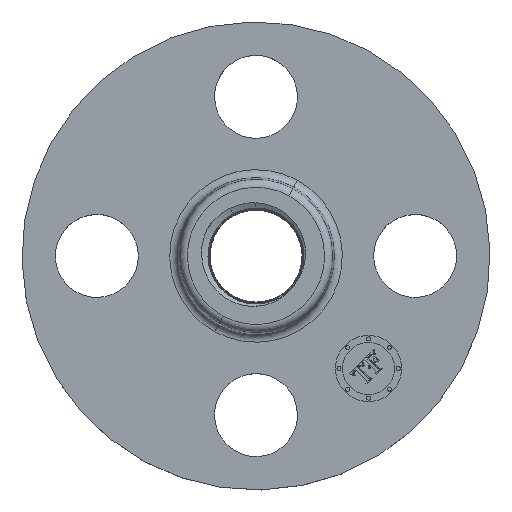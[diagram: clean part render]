
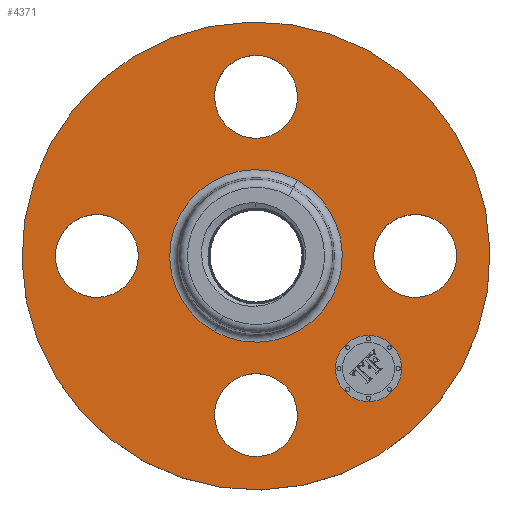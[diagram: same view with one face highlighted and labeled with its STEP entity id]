
A CAD part, top view. The second image highlights one B-rep face of the part: STEP entity #4371.
In plain terms, the highlighted planar face has unit normal (0, 0, 1).
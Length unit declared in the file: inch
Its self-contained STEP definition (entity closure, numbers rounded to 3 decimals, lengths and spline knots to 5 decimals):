
#388=AXIS2_PLACEMENT_3D('Circle Axis2P3D',#386,#387,$) ;
#400=AXIS2_PLACEMENT_3D('Circle Axis2P3D',#398,#399,$) ;
#431=AXIS2_PLACEMENT_3D('Circle Axis2P3D',#429,#430,$) ;
#443=AXIS2_PLACEMENT_3D('Circle Axis2P3D',#441,#442,$) ;
#474=AXIS2_PLACEMENT_3D('Circle Axis2P3D',#472,#473,$) ;
#486=AXIS2_PLACEMENT_3D('Circle Axis2P3D',#484,#485,$) ;
#589=AXIS2_PLACEMENT_3D('Circle Axis2P3D',#587,#588,$) ;
#615=AXIS2_PLACEMENT_3D('Circle Axis2P3D',#613,#614,$) ;
#639=AXIS2_PLACEMENT_3D('Circle Axis2P3D',#637,#638,$) ;
#658=AXIS2_PLACEMENT_3D('Circle Axis2P3D',#656,#657,$) ;
#689=AXIS2_PLACEMENT_3D('Circle Axis2P3D',#687,#688,$) ;
#701=AXIS2_PLACEMENT_3D('Circle Axis2P3D',#699,#700,$) ;
#4327=AXIS2_PLACEMENT_3D('Plane Axis2P3D',#4324,#4325,#4326) ;
#4355=AXIS2_PLACEMENT_3D('Circle Axis2P3D',#4353,#4354,$) ;
#4364=AXIS2_PLACEMENT_3D('Circle Axis2P3D',#4362,#4363,$) ;
#376=CARTESIAN_POINT('Vertex',(-0.14862,-1.46205,0.38)) ;
#383=CARTESIAN_POINT('Vertex',(0.14862,-0.91795,0.38)) ;
#386=CARTESIAN_POINT('Axis2P3D Location',(0.,-1.19,0.38)) ;
#398=CARTESIAN_POINT('Axis2P3D Location',(0.,-1.19,0.38)) ;
#419=CARTESIAN_POINT('Vertex',(-1.46205,0.14862,0.38)) ;
#426=CARTESIAN_POINT('Vertex',(-0.91795,-0.14862,0.38)) ;
#429=CARTESIAN_POINT('Axis2P3D Location',(-1.19,0.,0.38)) ;
#441=CARTESIAN_POINT('Axis2P3D Location',(-1.19,0.,0.38)) ;
#462=CARTESIAN_POINT('Vertex',(0.14862,1.46205,0.38)) ;
#469=CARTESIAN_POINT('Vertex',(-0.14862,0.91795,0.38)) ;
#472=CARTESIAN_POINT('Axis2P3D Location',(0.,1.19,0.38)) ;
#484=CARTESIAN_POINT('Axis2P3D Location',(0.,1.19,0.38)) ;
#587=CARTESIAN_POINT('Axis2P3D Location',(0.,0.,0.38)) ;
#591=CARTESIAN_POINT('Vertex',(-0.3094,-0.56634,0.38)) ;
#593=CARTESIAN_POINT('Vertex',(0.3094,0.56634,0.38)) ;
#613=CARTESIAN_POINT('Axis2P3D Location',(0.,0.,0.38)) ;
#634=CARTESIAN_POINT('Vertex',(-0.83899,-1.53577,0.38)) ;
#637=CARTESIAN_POINT('Axis2P3D Location',(0.,0.,0.38)) ;
#641=CARTESIAN_POINT('Vertex',(0.83899,1.53577,0.38)) ;
#656=CARTESIAN_POINT('Axis2P3D Location',(0.,0.,0.38)) ;
#677=CARTESIAN_POINT('Vertex',(1.46205,-0.14862,0.38)) ;
#684=CARTESIAN_POINT('Vertex',(0.91795,0.14862,0.38)) ;
#687=CARTESIAN_POINT('Axis2P3D Location',(1.19,0.,0.38)) ;
#699=CARTESIAN_POINT('Axis2P3D Location',(1.19,0.,0.38)) ;
#4324=CARTESIAN_POINT('Axis2P3D Location',(0.,1.75,0.38)) ;
#4353=CARTESIAN_POINT('Axis2P3D Location',(0.84146,-0.84146,0.38)) ;
#4357=CARTESIAN_POINT('Vertex',(1.01647,-0.66645,0.38)) ;
#4359=CARTESIAN_POINT('Vertex',(0.66645,-1.01647,0.38)) ;
#4362=CARTESIAN_POINT('Axis2P3D Location',(0.84146,-0.84146,0.38)) ;
#387=DIRECTION('Axis2P3D Direction',(0.,-0.,-0.039)) ;
#399=DIRECTION('Axis2P3D Direction',(0.,-0.,-0.039)) ;
#430=DIRECTION('Axis2P3D Direction',(-0.,0.,-0.039)) ;
#442=DIRECTION('Axis2P3D Direction',(-0.,0.,-0.039)) ;
#473=DIRECTION('Axis2P3D Direction',(0.,0.,-0.039)) ;
#485=DIRECTION('Axis2P3D Direction',(0.,0.,-0.039)) ;
#588=DIRECTION('Axis2P3D Direction',(0.,0.,-0.039)) ;
#614=DIRECTION('Axis2P3D Direction',(0.,0.,-0.039)) ;
#638=DIRECTION('Axis2P3D Direction',(0.,0.,-0.039)) ;
#657=DIRECTION('Axis2P3D Direction',(0.,0.,-0.039)) ;
#688=DIRECTION('Axis2P3D Direction',(0.,-0.,-0.039)) ;
#700=DIRECTION('Axis2P3D Direction',(0.,-0.,-0.039)) ;
#4325=DIRECTION('Axis2P3D Direction',(0.,0.,-0.039)) ;
#4326=DIRECTION('Axis2P3D XDirection',(0.039,0.,0.)) ;
#4354=DIRECTION('Axis2P3D Direction',(0.,0.,-0.039)) ;
#4363=DIRECTION('Axis2P3D Direction',(0.,0.,-0.039)) ;
#4330=ORIENTED_EDGE('',*,*,#660,.F.) ;
#4331=ORIENTED_EDGE('',*,*,#643,.F.) ;
#4334=ORIENTED_EDGE('',*,*,#703,.T.) ;
#4335=ORIENTED_EDGE('',*,*,#691,.T.) ;
#4338=ORIENTED_EDGE('',*,*,#595,.T.) ;
#4339=ORIENTED_EDGE('',*,*,#617,.T.) ;
#4342=ORIENTED_EDGE('',*,*,#390,.T.) ;
#4343=ORIENTED_EDGE('',*,*,#402,.T.) ;
#4346=ORIENTED_EDGE('',*,*,#433,.T.) ;
#4347=ORIENTED_EDGE('',*,*,#445,.T.) ;
#4350=ORIENTED_EDGE('',*,*,#476,.T.) ;
#4351=ORIENTED_EDGE('',*,*,#488,.T.) ;
#4368=ORIENTED_EDGE('',*,*,#4361,.T.) ;
#4369=ORIENTED_EDGE('',*,*,#4366,.T.) ;
#4336=FACE_BOUND('',#4333,.T.) ;
#4340=FACE_BOUND('',#4337,.T.) ;
#4344=FACE_BOUND('',#4341,.T.) ;
#4348=FACE_BOUND('',#4345,.T.) ;
#4352=FACE_BOUND('',#4349,.T.) ;
#4370=FACE_BOUND('',#4367,.T.) ;
#4371=ADVANCED_FACE('PartBody',(#4332,#4336,#4340,#4344,#4348,#4352,#4370),#4328,.F.) ;
#389=CIRCLE('generated circle',#388,0.31) ;
#401=CIRCLE('generated circle',#400,0.31) ;
#432=CIRCLE('generated circle',#431,0.31) ;
#444=CIRCLE('generated circle',#443,0.31) ;
#475=CIRCLE('generated circle',#474,0.31) ;
#487=CIRCLE('generated circle',#486,0.31) ;
#590=CIRCLE('generated circle',#589,0.64535) ;
#616=CIRCLE('generated circle',#615,0.64535) ;
#640=CIRCLE('generated circle',#639,1.75) ;
#659=CIRCLE('generated circle',#658,1.75) ;
#690=CIRCLE('generated circle',#689,0.31) ;
#702=CIRCLE('generated circle',#701,0.31) ;
#4356=CIRCLE('generated circle',#4355,0.2475) ;
#4365=CIRCLE('generated circle',#4364,0.2475) ;
#390=EDGE_CURVE('',#377,#384,#389,.T.) ;
#402=EDGE_CURVE('',#384,#377,#401,.T.) ;
#433=EDGE_CURVE('',#420,#427,#432,.T.) ;
#445=EDGE_CURVE('',#427,#420,#444,.T.) ;
#476=EDGE_CURVE('',#463,#470,#475,.T.) ;
#488=EDGE_CURVE('',#470,#463,#487,.T.) ;
#595=EDGE_CURVE('',#592,#594,#590,.T.) ;
#617=EDGE_CURVE('',#594,#592,#616,.T.) ;
#643=EDGE_CURVE('',#635,#642,#640,.T.) ;
#660=EDGE_CURVE('',#642,#635,#659,.T.) ;
#691=EDGE_CURVE('',#678,#685,#690,.T.) ;
#703=EDGE_CURVE('',#685,#678,#702,.T.) ;
#4361=EDGE_CURVE('',#4358,#4360,#4356,.T.) ;
#4366=EDGE_CURVE('',#4360,#4358,#4365,.T.) ;
#4329=EDGE_LOOP('',(#4330,#4331)) ;
#4333=EDGE_LOOP('',(#4334,#4335)) ;
#4337=EDGE_LOOP('',(#4338,#4339)) ;
#4341=EDGE_LOOP('',(#4342,#4343)) ;
#4345=EDGE_LOOP('',(#4346,#4347)) ;
#4349=EDGE_LOOP('',(#4350,#4351)) ;
#4367=EDGE_LOOP('',(#4368,#4369)) ;
#4332=FACE_OUTER_BOUND('',#4329,.T.) ;
#4328=PLANE('',#4327) ;
#377=VERTEX_POINT('',#376) ;
#384=VERTEX_POINT('',#383) ;
#420=VERTEX_POINT('',#419) ;
#427=VERTEX_POINT('',#426) ;
#463=VERTEX_POINT('',#462) ;
#470=VERTEX_POINT('',#469) ;
#592=VERTEX_POINT('',#591) ;
#594=VERTEX_POINT('',#593) ;
#635=VERTEX_POINT('',#634) ;
#642=VERTEX_POINT('',#641) ;
#678=VERTEX_POINT('',#677) ;
#685=VERTEX_POINT('',#684) ;
#4358=VERTEX_POINT('',#4357) ;
#4360=VERTEX_POINT('',#4359) ;
